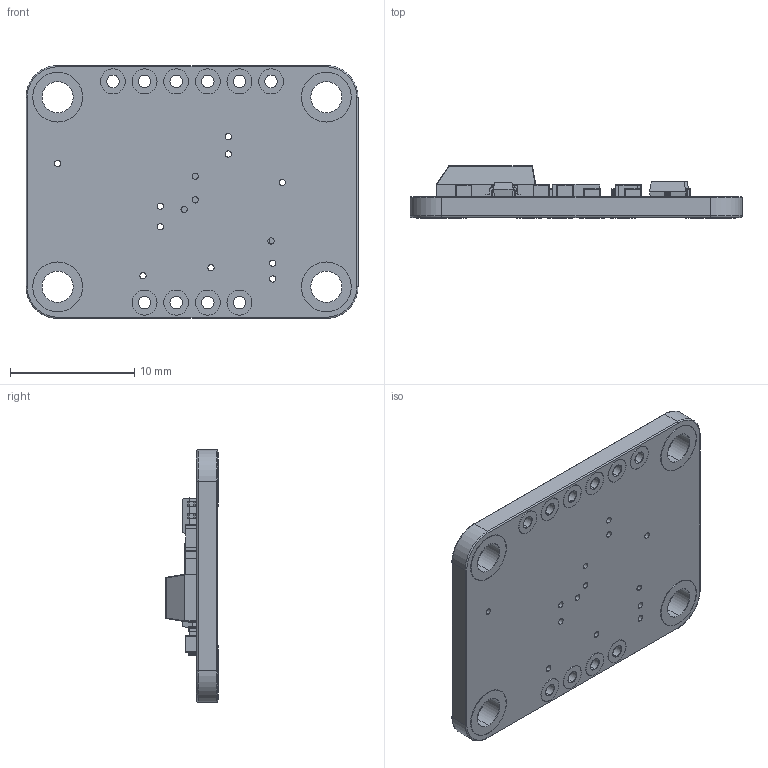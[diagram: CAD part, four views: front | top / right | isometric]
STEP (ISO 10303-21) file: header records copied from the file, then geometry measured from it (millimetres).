
FILE_DESCRIPTION (( 'STEP AP203' ), '1' );
FILE_NAME ('Adafruit_BNO055_AP214 v1_Default_sldprt.STEP', '2020-11-13T20:12:20', ( '' ), ( '' ), 'SwSTEP 2.0', 'SolidWorks 2019', '' );
FILE_SCHEMA (( 'CONFIG_CONTROL_DESIGN' ));
Length unit declared in the file: millimetre
Products named in the file (1): Adafruit_BNO055_AP214 v1_Default_sldprt
Bounding box: 26.67 x 4.2 x 20.32 mm (x, y, z)
Volume: 983.1 mm3; surface area: 2011.5 mm2
Topology: 94 solids, 94 shells, 836 faces, 1858 edges, 1198 vertices
Faces by surface type: plane 530, cylinder 278, sphere 18, torus 10
Entity records: 23051 total; most frequent: DIRECTION 4074, CARTESIAN_POINT 3891, ORIENTED_EDGE 3688, EDGE_CURVE 1844, AXIS2_PLACEMENT_3D 1397, VECTOR 1280, LINE 1280, VERTEX_POINT 1198
